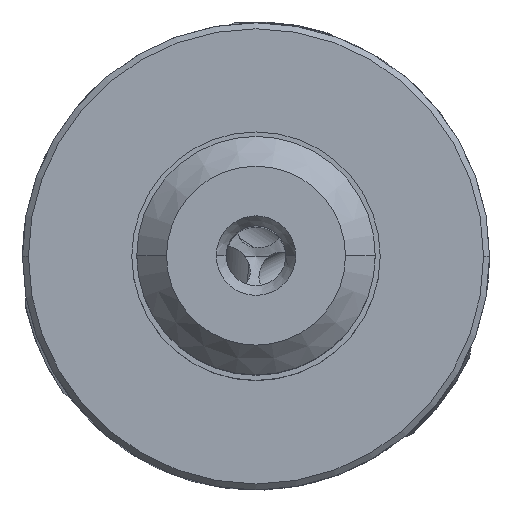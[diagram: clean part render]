
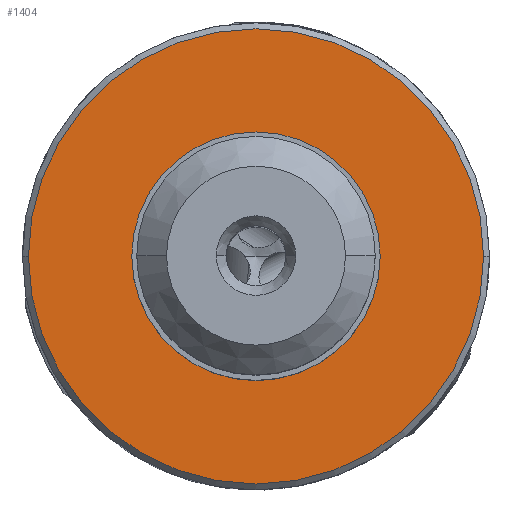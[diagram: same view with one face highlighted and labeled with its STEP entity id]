
A CAD part, top view. The second image highlights one B-rep face of the part: STEP entity #1404.
In plain terms, the highlighted planar face has unit normal (0, 0, 1).
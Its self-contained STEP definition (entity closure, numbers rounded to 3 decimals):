
#116=FACE_BOUND('',#2243,.T.);
#117=FACE_BOUND('',#2244,.T.);
#410=PLANE('',#8030);
#1404=ADVANCED_FACE('',(#116,#117),#410,.T.);
#2243=EDGE_LOOP('',(#4371,#4372,#4373));
#2244=EDGE_LOOP('',(#4374,#4375));
#2597=CIRCLE('',#8022,6.25);
#2599=CIRCLE('',#8025,6.25);
#2600=CIRCLE('',#8027,11.45);
#2601=CIRCLE('',#8028,11.45);
#2602=CIRCLE('',#8029,11.45);
#4371=ORIENTED_EDGE('',*,*,#6708,.F.);
#4372=ORIENTED_EDGE('',*,*,#6709,.F.);
#4373=ORIENTED_EDGE('',*,*,#6710,.F.);
#4374=ORIENTED_EDGE('',*,*,#6705,.F.);
#4375=ORIENTED_EDGE('',*,*,#6707,.F.);
#5677=VERTEX_POINT('',#15680);
#5678=VERTEX_POINT('',#15682);
#5679=VERTEX_POINT('',#15688);
#5680=VERTEX_POINT('',#15689);
#5681=VERTEX_POINT('',#15691);
#6705=EDGE_CURVE('',#5677,#5678,#2597,.T.);
#6707=EDGE_CURVE('',#5678,#5677,#2599,.T.);
#6708=EDGE_CURVE('',#5679,#5680,#2600,.T.);
#6709=EDGE_CURVE('',#5681,#5679,#2601,.T.);
#6710=EDGE_CURVE('',#5680,#5681,#2602,.T.);
#8022=AXIS2_PLACEMENT_3D('',#15681,#9696,#9697);
#8025=AXIS2_PLACEMENT_3D('',#15685,#9702,#9703);
#8027=AXIS2_PLACEMENT_3D('',#15687,#9706,#9707);
#8028=AXIS2_PLACEMENT_3D('',#15690,#9708,#9709);
#8029=AXIS2_PLACEMENT_3D('',#15692,#9710,#9711);
#8030=AXIS2_PLACEMENT_3D('',#15693,#9712,#9713);
#9696=DIRECTION('',(0.,0.,1.));
#9697=DIRECTION('',(1.,0.,0.));
#9702=DIRECTION('',(0.,0.,1.));
#9703=DIRECTION('',(-1.,0.,0.));
#9706=DIRECTION('',(0.,0.,-1.));
#9707=DIRECTION('',(-1.,0.,0.));
#9708=DIRECTION('',(0.,0.,-1.));
#9709=DIRECTION('',(0.,-1.,0.));
#9710=DIRECTION('',(0.,0.,-1.));
#9711=DIRECTION('',(1.,0.,0.));
#9712=DIRECTION('',(0.,0.,1.));
#9713=DIRECTION('',(-1.,0.,0.));
#15680=CARTESIAN_POINT('',(6.25,0.,0.));
#15681=CARTESIAN_POINT('',(0.,0.,0.));
#15682=CARTESIAN_POINT('',(-6.25,0.,0.));
#15685=CARTESIAN_POINT('',(0.,0.,0.));
#15687=CARTESIAN_POINT('',(0.,0.,0.));
#15688=CARTESIAN_POINT('',(-11.45,0.,0.));
#15689=CARTESIAN_POINT('',(11.45,0.,0.));
#15690=CARTESIAN_POINT('',(0.,0.,0.));
#15691=CARTESIAN_POINT('',(0.,-11.45,0.));
#15692=CARTESIAN_POINT('',(0.,0.,0.));
#15693=CARTESIAN_POINT('',(0.,0.001,0.));
